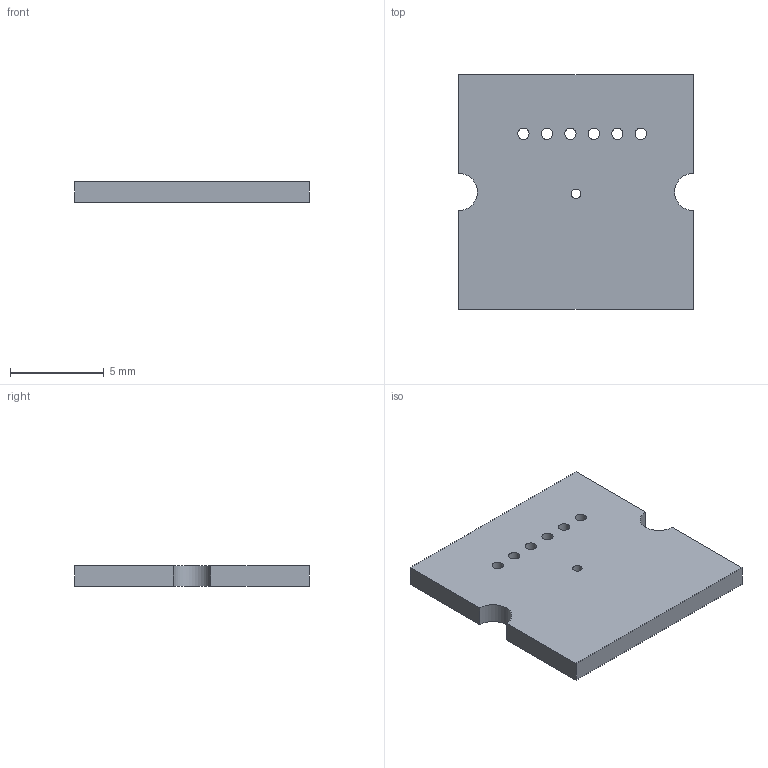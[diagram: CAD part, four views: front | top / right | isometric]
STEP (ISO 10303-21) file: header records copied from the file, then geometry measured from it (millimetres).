
FILE_DESCRIPTION(('KiCad electronic assembly'),'2;1');
FILE_NAME('Micro_43432.step','2022-05-23T10:59:50',('Pcbnew'),('Kicad'), 'Open CASCADE STEP processor 7.5','KiCad to STEP converter','Unknown' );
FILE_SCHEMA(('AUTOMOTIVE_DESIGN { 1 0 10303 214 1 1 1 1 }'));
Length unit declared in the file: millimetre
Products named in the file (2): Micro_43432 1; _autosave-Micro_43432 PCB
Assembly tree (1 placements, depth 2):
  Micro_43432 1
    _autosave-Micro_43432 PCB
Bounding box: 12.5 x 12.5 x 1.09 mm (x, y, z)
Volume: 164.8 mm3; surface area: 373.5 mm2
Topology: 1 solids, 1 shells, 17 faces, 45 edges, 30 vertices
Faces by surface type: cylinder 9, plane 8
Full cylindrical faces by diameter (mm): 0.5 x1, 0.6 x6
Entity records: 1197 total; most frequent: DIRECTION 191, CARTESIAN_POINT 184, LINE 99, VECTOR 99, ORIENTED_EDGE 90, PCURVE 90, DEFINITIONAL_REPRESENTATION 90, EDGE_CURVE 45
